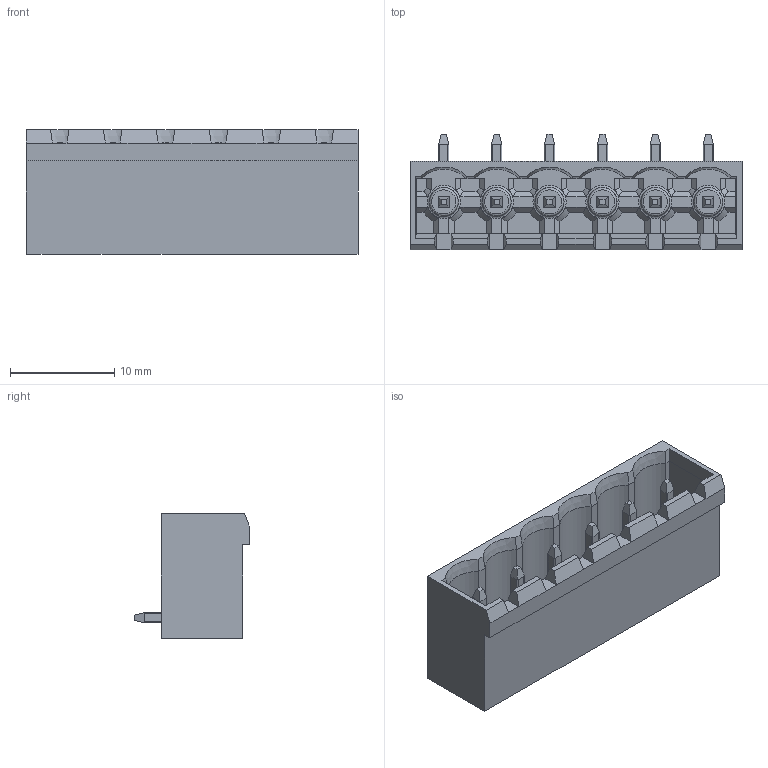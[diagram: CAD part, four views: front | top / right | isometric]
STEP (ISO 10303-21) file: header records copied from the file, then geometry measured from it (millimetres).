
FILE_DESCRIPTION(/* description */ ('Unknown'),/* implementation_level */ '2;1');
FILE_NAME(/* name */ '691701540006B',/* time_stamp */ '2023-12-13T16:35:00+01:00',/* author */ ('Unknown'),/* organization */ ('Unknown'),/* preprocessor_version */ 'ST-DEVELOPER v18.102',/* originating_system */ 'Solid Edge',/* authorisation */ 'Unknown');
FILE_SCHEMA (('AUTOMOTIVE_DESIGN {1 0 10303 214 3 1 1}'));
Length unit declared in the file: millimetre
Products named in the file (3): 6917015400xxB; 691701510006B; 6917015300xxB_Pin
Assembly tree (7 placements, depth 2):
  6917015400xxB
    691701510006B
    6917015300xxB_Pin  x6
Bounding box: 31.88 x 11.1 x 12 mm (x, y, z)
Volume: 1270.7 mm3; surface area: 2945 mm2
Topology: 7 solids, 7 shells, 557 faces, 1463 edges, 926 vertices
Faces by surface type: plane 389, cylinder 90, cone 36, torus 36, sphere 6
Entity records: 12303 total; most frequent: CARTESIAN_POINT 2304, ORIENTED_EDGE 2082, DIRECTION 1963, EDGE_CURVE 1041, LINE 829, VECTOR 829, VERTEX_POINT 668, AXIS2_PLACEMENT_3D 567
